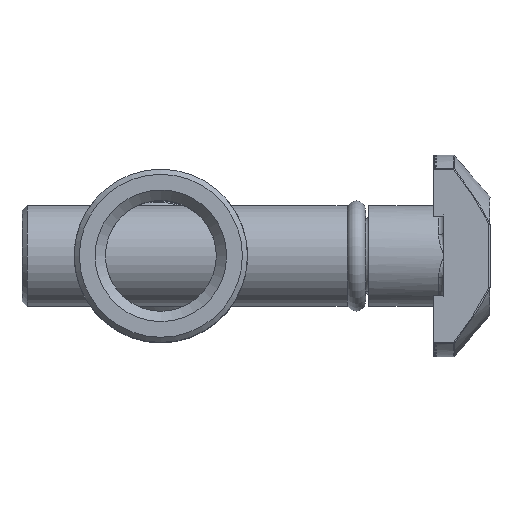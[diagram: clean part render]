
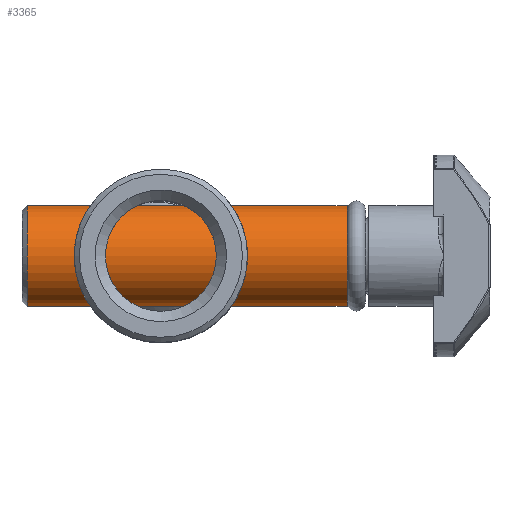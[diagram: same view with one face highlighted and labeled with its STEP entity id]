
A CAD part, top view. The second image highlights one B-rep face of the part: STEP entity #3365.
In plain terms, the highlighted cylindrical face has radius 4.9 mm (diameter 9.8 mm), a full revolution.
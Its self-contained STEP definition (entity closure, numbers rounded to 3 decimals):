
#572=FACE_BOUND($,#994,.T.);
#573=FACE_BOUND($,#995,.T.);
#603=B_SPLINE_CURVE_WITH_KNOTS($,3,(#5238,#5239,#5240,#5241,#5242,#5243,
#5244,#5245,#5246,#5247,#5248,#5249,#5250,#5251,#5252,#5253,#5254,#5255,
#5256,#5257,#5258,#5259,#5260,#5261,#5262,#5263),.UNSPECIFIED.,.F.,.F.,
(4,2,2,2,2,2,2,2,2,2,2,2,4),(0.782,0.876,0.97,
1.08,1.191,1.378,1.564,1.751,
1.938,2.048,2.159,2.253,2.347),
 .UNSPECIFIED.);
#604=B_SPLINE_CURVE_WITH_KNOTS($,3,(#5264,#5265,#5266,#5267,#5268,#5269,
#5270,#5271,#5272,#5273,#5274,#5275,#5276,#5277,#5278,#5279,#5280,#5281,
#5282,#5283,#5284,#5285,#5286,#5287,#5288,#5289,#5290),.UNSPECIFIED.,.F.,
 .F.,(4,2,2,2,2,2,3,2,2,2,2,2,4),(2.347,2.44,2.534,
2.645,2.756,2.942,3.129,3.316,
3.502,3.613,3.724,3.817,3.911),
 .UNSPECIFIED.);
#795=FACE_OUTER_BOUND($,#993,.T.);
#993=EDGE_LOOP($,(#2292));
#994=EDGE_LOOP($,(#2293,#2294));
#995=EDGE_LOOP($,(#2295));
#1198=CIRCLE($,#3596,4.9);
#1199=CIRCLE($,#3597,4.9);
#1324=VERTEX_POINT($,#5234);
#1325=VERTEX_POINT($,#5236);
#1326=VERTEX_POINT($,#5237);
#1327=VERTEX_POINT($,#5291);
#1717=EDGE_CURVE($,#1324,#1324,#1198,.T.);
#1718=EDGE_CURVE($,#1325,#1326,#603,.T.);
#1719=EDGE_CURVE($,#1326,#1325,#604,.T.);
#1720=EDGE_CURVE($,#1327,#1327,#1199,.T.);
#2292=ORIENTED_EDGE($,*,*,#1717,.T.);
#2293=ORIENTED_EDGE($,*,*,#1718,.T.);
#2294=ORIENTED_EDGE($,*,*,#1719,.T.);
#2295=ORIENTED_EDGE($,*,*,#1720,.T.);
#3280=CYLINDRICAL_SURFACE($,#3595,4.9);
#3365=ADVANCED_FACE($,(#795,#572,#573),#3280,.T.);
#3595=AXIS2_PLACEMENT_3D($,#5233,#4003,#4004);
#3596=AXIS2_PLACEMENT_3D($,#5235,#4005,#4006);
#3597=AXIS2_PLACEMENT_3D($,#5292,#4007,#4008);
#4003=DIRECTION('center_axis',(-1.,0.,0.));
#4004=DIRECTION('ref_axis',(0.,-1.,0.));
#4005=DIRECTION('center_axis',(-1.,0.,0.));
#4006=DIRECTION('ref_axis',(0.,-1.,0.));
#4007=DIRECTION('center_axis',(1.,0.,0.));
#4008=DIRECTION('ref_axis',(0.,-1.,0.));
#5233=CARTESIAN_POINT('Origin',(-18.707,-14.43,4.));
#5234=CARTESIAN_POINT('',(12.893,-19.33,4.));
#5235=CARTESIAN_POINT('Origin',(12.893,-14.43,4.));
#5236=CARTESIAN_POINT('',(-11.207,-14.43,-0.9));
#5237=CARTESIAN_POINT('',(0.793,-14.43,-0.9));
#5238=CARTESIAN_POINT('Ctrl Pts',(-11.207,-14.43,-0.9));
#5239=CARTESIAN_POINT('Ctrl Pts',(-11.207,-14.742,-0.9));
#5240=CARTESIAN_POINT('Ctrl Pts',(-11.148,-15.074,-0.868));
#5241=CARTESIAN_POINT('Ctrl Pts',(-10.923,-15.691,-0.745));
#5242=CARTESIAN_POINT('Ctrl Pts',(-10.758,-15.977,-0.656));
#5243=CARTESIAN_POINT('Ctrl Pts',(-10.37,-16.499,-0.452));
#5244=CARTESIAN_POINT('Ctrl Pts',(-10.103,-16.767,-0.315));
#5245=CARTESIAN_POINT('Ctrl Pts',(-9.516,-17.232,-0.029));
#5246=CARTESIAN_POINT('Ctrl Pts',(-9.194,-17.429,0.12));
#5247=CARTESIAN_POINT('Ctrl Pts',(-8.369,-17.849,0.473));
#5248=CARTESIAN_POINT('Ctrl Pts',(-7.764,-18.061,0.703));
#5249=CARTESIAN_POINT('Ctrl Pts',(-6.495,-18.337,1.034));
#5250=CARTESIAN_POINT('Ctrl Pts',(-5.829,-18.401,1.129));
#5251=CARTESIAN_POINT('Ctrl Pts',(-4.584,-18.401,1.129));
#5252=CARTESIAN_POINT('Ctrl Pts',(-3.918,-18.337,1.034));
#5253=CARTESIAN_POINT('Ctrl Pts',(-2.649,-18.061,0.703));
#5254=CARTESIAN_POINT('Ctrl Pts',(-2.044,-17.849,0.473));
#5255=CARTESIAN_POINT('Ctrl Pts',(-1.219,-17.429,0.12));
#5256=CARTESIAN_POINT('Ctrl Pts',(-0.897,-17.232,
-0.029));
#5257=CARTESIAN_POINT('Ctrl Pts',(-0.31,-16.767,
-0.315));
#5258=CARTESIAN_POINT('Ctrl Pts',(-0.043,-16.499,
-0.452));
#5259=CARTESIAN_POINT('Ctrl Pts',(0.345,-15.977,-0.656));
#5260=CARTESIAN_POINT('Ctrl Pts',(0.51,-15.691,-0.745));
#5261=CARTESIAN_POINT('Ctrl Pts',(0.735,-15.074,-0.868));
#5262=CARTESIAN_POINT('Ctrl Pts',(0.793,-14.742,-0.9));
#5263=CARTESIAN_POINT('Ctrl Pts',(0.793,-14.43,-0.9));
#5264=CARTESIAN_POINT('Ctrl Pts',(0.793,-14.43,-0.9));
#5265=CARTESIAN_POINT('Ctrl Pts',(0.793,-14.117,-0.9));
#5266=CARTESIAN_POINT('Ctrl Pts',(0.735,-13.786,-0.868));
#5267=CARTESIAN_POINT('Ctrl Pts',(0.51,-13.169,-0.745));
#5268=CARTESIAN_POINT('Ctrl Pts',(0.345,-12.882,-0.656));
#5269=CARTESIAN_POINT('Ctrl Pts',(-0.043,-12.361,
-0.452));
#5270=CARTESIAN_POINT('Ctrl Pts',(-0.31,-12.092,
-0.315));
#5271=CARTESIAN_POINT('Ctrl Pts',(-0.897,-11.627,
-0.029));
#5272=CARTESIAN_POINT('Ctrl Pts',(-1.219,-11.43,0.12));
#5273=CARTESIAN_POINT('Ctrl Pts',(-2.044,-11.01,0.473));
#5274=CARTESIAN_POINT('Ctrl Pts',(-2.649,-10.799,0.703));
#5275=CARTESIAN_POINT('Ctrl Pts',(-3.918,-10.523,1.034));
#5276=CARTESIAN_POINT('Ctrl Pts',(-4.584,-10.459,1.129));
#5277=CARTESIAN_POINT('Ctrl Pts',(-5.207,-10.459,1.129));
#5278=CARTESIAN_POINT('Ctrl Pts',(-5.829,-10.459,1.129));
#5279=CARTESIAN_POINT('Ctrl Pts',(-6.495,-10.523,1.034));
#5280=CARTESIAN_POINT('Ctrl Pts',(-7.764,-10.799,0.703));
#5281=CARTESIAN_POINT('Ctrl Pts',(-8.369,-11.01,0.473));
#5282=CARTESIAN_POINT('Ctrl Pts',(-9.194,-11.43,0.12));
#5283=CARTESIAN_POINT('Ctrl Pts',(-9.516,-11.627,-0.029));
#5284=CARTESIAN_POINT('Ctrl Pts',(-10.103,-12.092,-0.315));
#5285=CARTESIAN_POINT('Ctrl Pts',(-10.37,-12.361,-0.452));
#5286=CARTESIAN_POINT('Ctrl Pts',(-10.758,-12.882,-0.656));
#5287=CARTESIAN_POINT('Ctrl Pts',(-10.923,-13.169,-0.745));
#5288=CARTESIAN_POINT('Ctrl Pts',(-11.148,-13.786,-0.868));
#5289=CARTESIAN_POINT('Ctrl Pts',(-11.207,-14.117,-0.9));
#5290=CARTESIAN_POINT('Ctrl Pts',(-11.207,-14.43,-0.9));
#5291=CARTESIAN_POINT('',(-18.207,-19.33,4.));
#5292=CARTESIAN_POINT('Origin',(-18.207,-14.43,4.));
